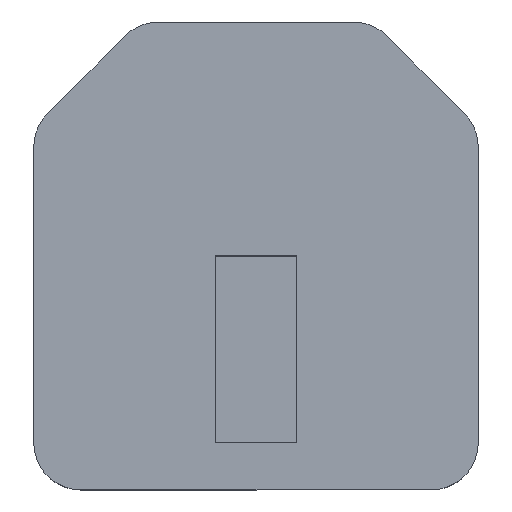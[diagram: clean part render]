
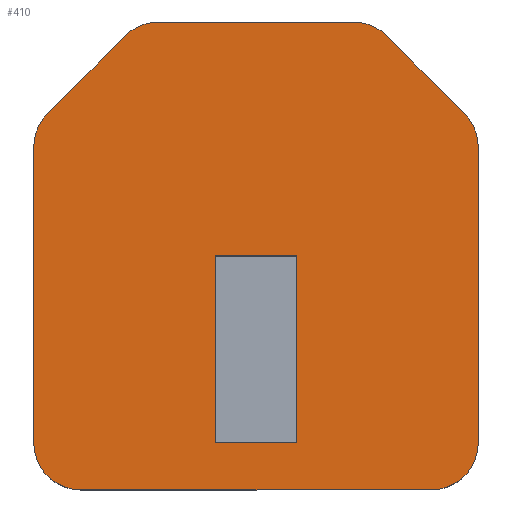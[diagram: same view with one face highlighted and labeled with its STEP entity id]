
A CAD part, top view. The second image highlights one B-rep face of the part: STEP entity #410.
In plain terms, the highlighted planar face has unit normal (0, 0, 1).
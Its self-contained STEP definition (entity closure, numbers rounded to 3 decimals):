
#5 = FACE_BOUND ( 'NONE', #330, .T. ) ;
#9 = DIRECTION ( 'NONE',  ( 1., 0., 0. ) ) ;
#12 = EDGE_CURVE ( 'NONE', #235, #219, #312, .T. ) ;
#15 = PLANE ( 'NONE',  #234 ) ;
#16 = DIRECTION ( 'NONE',  ( -0.707, -0.707, 0. ) ) ;
#18 = VERTEX_POINT ( 'NONE', #518 ) ;
#31 = DIRECTION ( 'NONE',  ( 0., -1., 0. ) ) ;
#34 = VERTEX_POINT ( 'NONE', #613 ) ;
#38 = DIRECTION ( 'NONE',  ( 0., -1., 0. ) ) ;
#39 = EDGE_CURVE ( 'NONE', #612, #110, #599, .T. ) ;
#42 = ORIENTED_EDGE ( 'NONE', *, *, #287, .T. ) ;
#51 = DIRECTION ( 'NONE',  ( -1., 0., 0. ) ) ;
#53 = VERTEX_POINT ( 'NONE', #521 ) ;
#55 = CARTESIAN_POINT ( 'NONE',  ( 15., -16., 12.5 ) ) ;
#60 = DIRECTION ( 'NONE',  ( 0., 0., 1. ) ) ;
#62 = EDGE_CURVE ( 'NONE', #554, #53, #431, .T. ) ;
#63 = CIRCLE ( 'NONE', #265, 4. ) ;
#64 = VECTOR ( 'NONE', #31, 1000. ) ;
#66 = CARTESIAN_POINT ( 'NONE',  ( 15., 15., 12.5 ) ) ;
#83 = CARTESIAN_POINT ( 'NONE',  ( 0., -16., 12.5 ) ) ;
#84 = ORIENTED_EDGE ( 'NONE', *, *, #12, .T. ) ;
#85 = CARTESIAN_POINT ( 'NONE',  ( -19., -16., 12.5 ) ) ;
#102 = ORIENTED_EDGE ( 'NONE', *, *, #458, .T. ) ;
#103 = DIRECTION ( 'NONE',  ( 0., 0., 1. ) ) ;
#110 = VERTEX_POINT ( 'NONE', #228 ) ;
#116 = DIRECTION ( 'NONE',  ( 1., 0., 0. ) ) ;
#124 = ORIENTED_EDGE ( 'NONE', *, *, #424, .T. ) ;
#129 = CARTESIAN_POINT ( 'NONE',  ( -8.343, 20., 12.5 ) ) ;
#134 = EDGE_CURVE ( 'NONE', #365, #306, #266, .T. ) ;
#135 = LINE ( 'NONE', #66, #520 ) ;
#137 = VERTEX_POINT ( 'NONE', #506 ) ;
#138 = CARTESIAN_POINT ( 'NONE',  ( 11.172, 18.828, 12.5 ) ) ;
#149 = LINE ( 'NONE', #263, #370 ) ;
#157 = CARTESIAN_POINT ( 'NONE',  ( -15., -16., 12.5 ) ) ;
#179 = DIRECTION ( 'NONE',  ( 1., 0., 0. ) ) ;
#184 = ORIENTED_EDGE ( 'NONE', *, *, #491, .T. ) ;
#189 = LINE ( 'NONE', #243, #510 ) ;
#193 = EDGE_CURVE ( 'NONE', #554, #235, #196, .T. ) ;
#196 = LINE ( 'NONE', #352, #64 ) ;
#200 = AXIS2_PLACEMENT_3D ( 'NONE', #387, #60, #331 ) ;
#206 = VERTEX_POINT ( 'NONE', #129 ) ;
#209 = CIRCLE ( 'NONE', #320, 4. ) ;
#214 = EDGE_CURVE ( 'NONE', #53, #219, #149, .T. ) ;
#215 = ORIENTED_EDGE ( 'NONE', *, *, #62, .F. ) ;
#217 = AXIS2_PLACEMENT_3D ( 'NONE', #616, #423, #225 ) ;
#219 = VERTEX_POINT ( 'NONE', #364 ) ;
#222 = VERTEX_POINT ( 'NONE', #85 ) ;
#223 = VERTEX_POINT ( 'NONE', #366 ) ;
#225 = DIRECTION ( 'NONE',  ( 1., 0., 0. ) ) ;
#226 = EDGE_CURVE ( 'NONE', #34, #571, #349, .T. ) ;
#228 = CARTESIAN_POINT ( 'NONE',  ( 8.343, 20., 12.5 ) ) ;
#232 = CARTESIAN_POINT ( 'NONE',  ( -8.343, 16., 12.5 ) ) ;
#234 = AXIS2_PLACEMENT_3D ( 'NONE', #439, #288, #580 ) ;
#235 = VERTEX_POINT ( 'NONE', #516 ) ;
#243 = CARTESIAN_POINT ( 'NONE',  ( -19., -20., 12.5 ) ) ;
#259 = EDGE_LOOP ( 'NONE', ( #421, #42, #384, #184, #338, #124, #344, #293, #617, #337, #584, #102 ) ) ;
#263 = CARTESIAN_POINT ( 'NONE',  ( -3.5, 0., 12.5 ) ) ;
#265 = AXIS2_PLACEMENT_3D ( 'NONE', #437, #103, #385 ) ;
#266 = LINE ( 'NONE', #608, #292 ) ;
#268 = DIRECTION ( 'NONE',  ( -1., 0., 0. ) ) ;
#270 = DIRECTION ( 'NONE',  ( -1., 0., 0. ) ) ;
#271 = CIRCLE ( 'NONE', #549, 4. ) ;
#281 = VECTOR ( 'NONE', #435, 1000. ) ;
#287 = EDGE_CURVE ( 'NONE', #222, #34, #271, .T. ) ;
#288 = DIRECTION ( 'NONE',  ( 0., 0., 1. ) ) ;
#292 = VECTOR ( 'NONE', #16, 1000. ) ;
#293 = ORIENTED_EDGE ( 'NONE', *, *, #39, .T. ) ;
#297 = VECTOR ( 'NONE', #268, 1000. ) ;
#301 = ORIENTED_EDGE ( 'NONE', *, *, #193, .T. ) ;
#302 = VERTEX_POINT ( 'NONE', #548 ) ;
#306 = VERTEX_POINT ( 'NONE', #592 ) ;
#310 = ORIENTED_EDGE ( 'NONE', *, *, #214, .F. ) ;
#312 = LINE ( 'NONE', #83, #297 ) ;
#313 = CARTESIAN_POINT ( 'NONE',  ( 0., 0., 12.5 ) ) ;
#320 = AXIS2_PLACEMENT_3D ( 'NONE', #55, #325, #9 ) ;
#325 = DIRECTION ( 'NONE',  ( 0., 0., 1. ) ) ;
#330 = EDGE_LOOP ( 'NONE', ( #301, #84, #310, #215 ) ) ;
#331 = DIRECTION ( 'NONE',  ( 1., 0., 0. ) ) ;
#335 = CARTESIAN_POINT ( 'NONE',  ( -11.172, 18.828, 12.5 ) ) ;
#337 = ORIENTED_EDGE ( 'NONE', *, *, #581, .T. ) ;
#338 = ORIENTED_EDGE ( 'NONE', *, *, #539, .T. ) ;
#344 = ORIENTED_EDGE ( 'NONE', *, *, #348, .T. ) ;
#348 = EDGE_CURVE ( 'NONE', #137, #612, #135, .T. ) ;
#349 = LINE ( 'NONE', #417, #467 ) ;
#352 = CARTESIAN_POINT ( 'NONE',  ( 3.5, 0., 12.5 ) ) ;
#364 = CARTESIAN_POINT ( 'NONE',  ( -3.5, -16., 12.5 ) ) ;
#365 = VERTEX_POINT ( 'NONE', #335 ) ;
#366 = CARTESIAN_POINT ( 'NONE',  ( 19., 9.343, 12.5 ) ) ;
#370 = VECTOR ( 'NONE', #38, 1000. ) ;
#377 = EDGE_CURVE ( 'NONE', #18, #222, #189, .T. ) ;
#382 = VECTOR ( 'NONE', #51, 1000. ) ;
#384 = ORIENTED_EDGE ( 'NONE', *, *, #226, .T. ) ;
#385 = DIRECTION ( 'NONE',  ( 1., 0., 0. ) ) ;
#386 = VECTOR ( 'NONE', #270, 1000. ) ;
#387 = CARTESIAN_POINT ( 'NONE',  ( 15., 9.343, 12.5 ) ) ;
#393 = CIRCLE ( 'NONE', #561, 4. ) ;
#410 = ADVANCED_FACE ( 'NONE', ( #615, #5 ), #15, .T. ) ;
#417 = CARTESIAN_POINT ( 'NONE',  ( 19., -20., 12.5 ) ) ;
#421 = ORIENTED_EDGE ( 'NONE', *, *, #377, .T. ) ;
#423 = DIRECTION ( 'NONE',  ( 0., 0., 1. ) ) ;
#424 = EDGE_CURVE ( 'NONE', #223, #137, #576, .T. ) ;
#429 = LINE ( 'NONE', #433, #382 ) ;
#430 = CARTESIAN_POINT ( 'NONE',  ( 15., -20., 12.5 ) ) ;
#431 = LINE ( 'NONE', #313, #386 ) ;
#433 = CARTESIAN_POINT ( 'NONE',  ( 19., 20., 12.5 ) ) ;
#435 = DIRECTION ( 'NONE',  ( 0., 1., 0. ) ) ;
#437 = CARTESIAN_POINT ( 'NONE',  ( -15., 9.343, 12.5 ) ) ;
#439 = CARTESIAN_POINT ( 'NONE',  ( 0., 0., 12.5 ) ) ;
#448 = DIRECTION ( 'NONE',  ( -0.707, 0.707, 0. ) ) ;
#449 = DIRECTION ( 'NONE',  ( 0., 0., 1. ) ) ;
#458 = EDGE_CURVE ( 'NONE', #306, #18, #63, .T. ) ;
#467 = VECTOR ( 'NONE', #610, 1000. ) ;
#491 = EDGE_CURVE ( 'NONE', #571, #302, #209, .T. ) ;
#506 = CARTESIAN_POINT ( 'NONE',  ( 17.828, 12.172, 12.5 ) ) ;
#510 = VECTOR ( 'NONE', #537, 1000. ) ;
#516 = CARTESIAN_POINT ( 'NONE',  ( 3.5, -16., 12.5 ) ) ;
#518 = CARTESIAN_POINT ( 'NONE',  ( -19., 9.343, 12.5 ) ) ;
#520 = VECTOR ( 'NONE', #448, 1000. ) ;
#521 = CARTESIAN_POINT ( 'NONE',  ( -3.5, 0., 12.5 ) ) ;
#527 = DIRECTION ( 'NONE',  ( 0., 0., 1. ) ) ;
#531 = CARTESIAN_POINT ( 'NONE',  ( 3.5, 0., 12.5 ) ) ;
#537 = DIRECTION ( 'NONE',  ( 0., -1., 0. ) ) ;
#539 = EDGE_CURVE ( 'NONE', #302, #223, #544, .T. ) ;
#544 = LINE ( 'NONE', #574, #281 ) ;
#548 = CARTESIAN_POINT ( 'NONE',  ( 19., -16., 12.5 ) ) ;
#549 = AXIS2_PLACEMENT_3D ( 'NONE', #157, #449, #116 ) ;
#554 = VERTEX_POINT ( 'NONE', #531 ) ;
#555 = EDGE_CURVE ( 'NONE', #110, #206, #429, .T. ) ;
#561 = AXIS2_PLACEMENT_3D ( 'NONE', #232, #527, #179 ) ;
#571 = VERTEX_POINT ( 'NONE', #430 ) ;
#574 = CARTESIAN_POINT ( 'NONE',  ( 19., -20., 12.5 ) ) ;
#576 = CIRCLE ( 'NONE', #200, 4. ) ;
#580 = DIRECTION ( 'NONE',  ( 1., 0., 0. ) ) ;
#581 = EDGE_CURVE ( 'NONE', #206, #365, #393, .T. ) ;
#584 = ORIENTED_EDGE ( 'NONE', *, *, #134, .T. ) ;
#592 = CARTESIAN_POINT ( 'NONE',  ( -17.828, 12.172, 12.5 ) ) ;
#599 = CIRCLE ( 'NONE', #217, 4. ) ;
#608 = CARTESIAN_POINT ( 'NONE',  ( -15., 15., 12.5 ) ) ;
#610 = DIRECTION ( 'NONE',  ( 1., 0., 0. ) ) ;
#612 = VERTEX_POINT ( 'NONE', #138 ) ;
#613 = CARTESIAN_POINT ( 'NONE',  ( -15., -20., 12.5 ) ) ;
#615 = FACE_OUTER_BOUND ( 'NONE', #259, .T. ) ;
#616 = CARTESIAN_POINT ( 'NONE',  ( 8.343, 16., 12.5 ) ) ;
#617 = ORIENTED_EDGE ( 'NONE', *, *, #555, .T. ) ;
